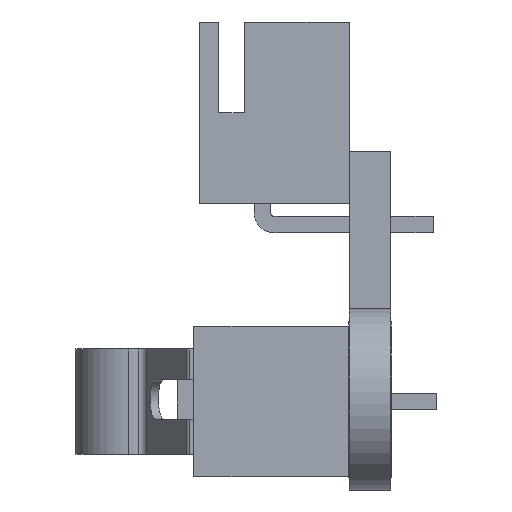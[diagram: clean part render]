
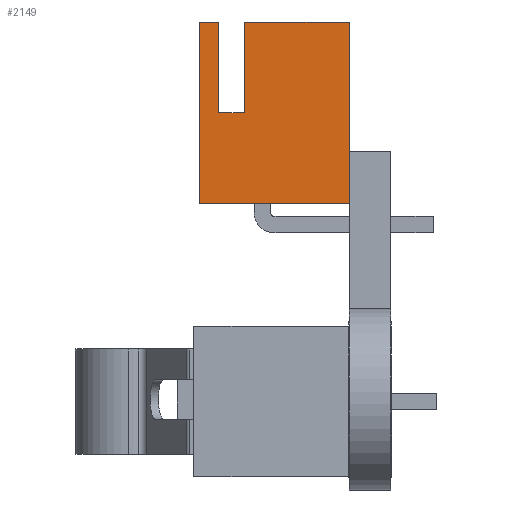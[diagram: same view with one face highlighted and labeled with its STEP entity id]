
A CAD part, left-side view. The second image highlights one B-rep face of the part: STEP entity #2149.
In plain terms, the highlighted free-form (B-spline) face has degree [1, 1] with [2, 2] control points.
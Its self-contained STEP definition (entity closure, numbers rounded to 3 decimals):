
#790 = VERTEX_POINT('',#791);
#791 = CARTESIAN_POINT('',(-5.205,0.826,9.955)
  );
#796 = EDGE_CURVE('',#797,#790,#799,.T.);
#797 = VERTEX_POINT('',#798);
#798 = CARTESIAN_POINT('',(-5.205,0.826,7.873)
  );
#799 = B_SPLINE_CURVE_WITH_KNOTS('',1,(#800,#801),.UNSPECIFIED.,.F.,.F.,
  (2,2),(0.,2.),.PIECEWISE_BEZIER_KNOTS.);
#800 = CARTESIAN_POINT('',(-5.205,0.826,7.873)
  );
#801 = CARTESIAN_POINT('',(-5.205,0.826,9.955)
  );
#1006 = EDGE_CURVE('',#1007,#797,#1009,.T.);
#1007 = VERTEX_POINT('',#1008);
#1008 = CARTESIAN_POINT('',(-5.205,6.864,7.873
    ));
#1009 = B_SPLINE_CURVE_WITH_KNOTS('',1,(#1010,#1011),.UNSPECIFIED.,.F.,
  .F.,(2,2),(-0.,5.8),.PIECEWISE_BEZIER_KNOTS.);
#1010 = CARTESIAN_POINT('',(-5.205,6.864,7.873
    ));
#1011 = CARTESIAN_POINT('',(-5.205,0.826,7.873
    ));
#1651 = EDGE_CURVE('',#1652,#1654,#1656,.T.);
#1652 = VERTEX_POINT('',#1653);
#1653 = CARTESIAN_POINT('',(-5.205,6.864,
    15.161));
#1654 = VERTEX_POINT('',#1655);
#1655 = CARTESIAN_POINT('',(-5.205,6.083,
    15.161));
#1656 = B_SPLINE_CURVE_WITH_KNOTS('',1,(#1657,#1658),.UNSPECIFIED.,.F.,
  .F.,(2,2),(-0.,0.75),.PIECEWISE_BEZIER_KNOTS.);
#1657 = CARTESIAN_POINT('',(-5.205,6.864,
    15.161));
#1658 = CARTESIAN_POINT('',(-5.205,6.083,
    15.161));
#2134 = VERTEX_POINT('',#2135);
#2135 = CARTESIAN_POINT('',(-5.205,0.826,
    15.161));
#2140 = EDGE_CURVE('',#790,#2134,#2141,.T.);
#2141 = B_SPLINE_CURVE_WITH_KNOTS('',1,(#2142,#2143),.UNSPECIFIED.,.F.,
  .F.,(2,2),(2.,7.),.PIECEWISE_BEZIER_KNOTS.);
#2142 = CARTESIAN_POINT('',(-5.205,0.826,9.955
    ));
#2143 = CARTESIAN_POINT('',(-5.205,0.826,
    15.161));
#2149 = ADVANCED_FACE('',(#2150),#2187,.F.);
#2150 = FACE_BOUND('',#2151,.T.);
#2151 = EDGE_LOOP('',(#2152,#2161,#2166,#2167,#2172,#2173,#2174,#2175,
    #2182));
#2152 = ORIENTED_EDGE('',*,*,#2153,.F.);
#2153 = EDGE_CURVE('',#2154,#2156,#2158,.T.);
#2154 = VERTEX_POINT('',#2155);
#2155 = CARTESIAN_POINT('',(-5.205,6.083,
    11.517));
#2156 = VERTEX_POINT('',#2157);
#2157 = CARTESIAN_POINT('',(-5.205,5.042,
    11.517));
#2158 = B_SPLINE_CURVE_WITH_KNOTS('',1,(#2159,#2160),.UNSPECIFIED.,.F.,
  .F.,(2,2),(0.,1.),.PIECEWISE_BEZIER_KNOTS.);
#2159 = CARTESIAN_POINT('',(-5.205,6.083,
    11.517));
#2160 = CARTESIAN_POINT('',(-5.205,5.042,
    11.517));
#2161 = ORIENTED_EDGE('',*,*,#2162,.T.);
#2162 = EDGE_CURVE('',#2154,#1654,#2163,.T.);
#2163 = B_SPLINE_CURVE_WITH_KNOTS('',1,(#2164,#2165),.UNSPECIFIED.,.F.,
  .F.,(2,2),(0.,3.5),.PIECEWISE_BEZIER_KNOTS.);
#2164 = CARTESIAN_POINT('',(-5.205,6.083,
    11.517));
#2165 = CARTESIAN_POINT('',(-5.205,6.083,
    15.161));
#2166 = ORIENTED_EDGE('',*,*,#1651,.F.);
#2167 = ORIENTED_EDGE('',*,*,#2168,.F.);
#2168 = EDGE_CURVE('',#1007,#1652,#2169,.T.);
#2169 = B_SPLINE_CURVE_WITH_KNOTS('',1,(#2170,#2171),.UNSPECIFIED.,.F.,
  .F.,(2,2),(0.,7.),.PIECEWISE_BEZIER_KNOTS.);
#2170 = CARTESIAN_POINT('',(-5.205,6.864,7.873
    ));
#2171 = CARTESIAN_POINT('',(-5.205,6.864,
    15.161));
#2172 = ORIENTED_EDGE('',*,*,#1006,.T.);
#2173 = ORIENTED_EDGE('',*,*,#796,.T.);
#2174 = ORIENTED_EDGE('',*,*,#2140,.T.);
#2175 = ORIENTED_EDGE('',*,*,#2176,.F.);
#2176 = EDGE_CURVE('',#2177,#2134,#2179,.T.);
#2177 = VERTEX_POINT('',#2178);
#2178 = CARTESIAN_POINT('',(-5.205,5.042,
    15.161));
#2179 = B_SPLINE_CURVE_WITH_KNOTS('',1,(#2180,#2181),.UNSPECIFIED.,.F.,
  .F.,(2,2),(1.75,5.8),.PIECEWISE_BEZIER_KNOTS.);
#2180 = CARTESIAN_POINT('',(-5.205,5.042,
    15.161));
#2181 = CARTESIAN_POINT('',(-5.205,0.826,
    15.161));
#2182 = ORIENTED_EDGE('',*,*,#2183,.F.);
#2183 = EDGE_CURVE('',#2156,#2177,#2184,.T.);
#2184 = B_SPLINE_CURVE_WITH_KNOTS('',1,(#2185,#2186),.UNSPECIFIED.,.F.,
  .F.,(2,2),(0.,3.5),.PIECEWISE_BEZIER_KNOTS.);
#2185 = CARTESIAN_POINT('',(-5.205,5.042,
    11.517));
#2186 = CARTESIAN_POINT('',(-5.205,5.042,
    15.161));
#2187 = B_SPLINE_SURFACE_WITH_KNOTS('',1,1,(
    (#2188,#2189)
    ,(#2190,#2191
    )),.UNSPECIFIED.,.F.,.F.,.F.,(2,2),(2,2),(-7.,0.),(-5.8,0.),
  .PIECEWISE_BEZIER_KNOTS.);
#2188 = CARTESIAN_POINT('',(-5.205,0.826,
    15.161));
#2189 = CARTESIAN_POINT('',(-5.205,6.864,
    15.161));
#2190 = CARTESIAN_POINT('',(-5.205,0.826,7.873
    ));
#2191 = CARTESIAN_POINT('',(-5.205,6.864,7.873
    ));
